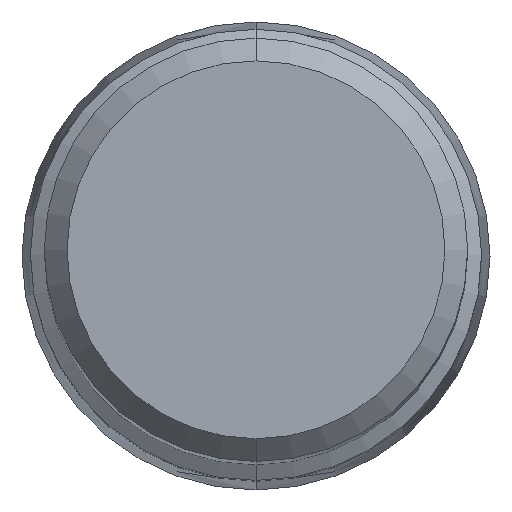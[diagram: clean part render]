
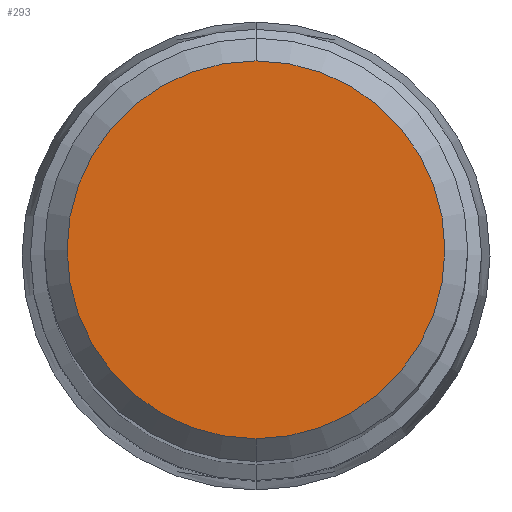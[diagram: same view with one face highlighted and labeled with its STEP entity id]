
A CAD part, top view. The second image highlights one B-rep face of the part: STEP entity #293.
In plain terms, the highlighted planar face has unit normal (0, 0, 1).
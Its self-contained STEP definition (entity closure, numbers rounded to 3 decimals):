
#177=VERTEX_POINT('',#414);
#277=EDGE_CURVE('',#317,#177,#529,.T.);
#289=EDGE_CURVE('',#177,#317,#542,.T.);
#293=ADVANCED_FACE('',(#546),#547,.T.);
#317=VERTEX_POINT('',#573);
#414=CARTESIAN_POINT('',(0.,-6.65,0.0));
#529=CIRCLE('',#826,6.65);
#542=CIRCLE('',#844,6.65);
#546=FACE_OUTER_BOUND('',#848,.T.);
#547=PLANE('',#849);
#573=CARTESIAN_POINT('',(0.0,6.65,0.0));
#826=AXIS2_PLACEMENT_3D('',#1150,#1151,#1152);
#844=AXIS2_PLACEMENT_3D('',#1163,#1164,#1165);
#848=EDGE_LOOP('',(#1167,#1168));
#849=AXIS2_PLACEMENT_3D('',#1169,#1170,#1171);
#1150=CARTESIAN_POINT('',(0.0,0.0,0.0));
#1151=DIRECTION('',(0.0,0.0,-1.0));
#1152=DIRECTION('',(0.0,1.0,0.0));
#1163=CARTESIAN_POINT('',(0.0,0.0,0.0));
#1164=DIRECTION('',(0.0,0.0,-1.0));
#1165=DIRECTION('',(0.0,1.0,0.0));
#1167=ORIENTED_EDGE('',*,*,#277,.F.);
#1168=ORIENTED_EDGE('',*,*,#289,.F.);
#1169=CARTESIAN_POINT('',(0.0,3.325,0.0));
#1170=DIRECTION('',(-0.0,0.0,1.0));
#1171=DIRECTION('',(0.0,-1.0,0.0));
